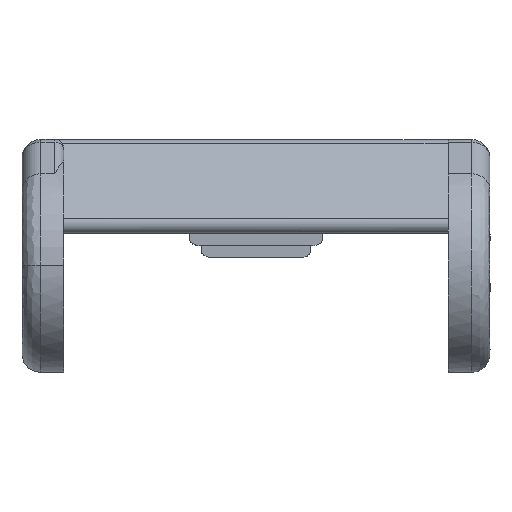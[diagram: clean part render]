
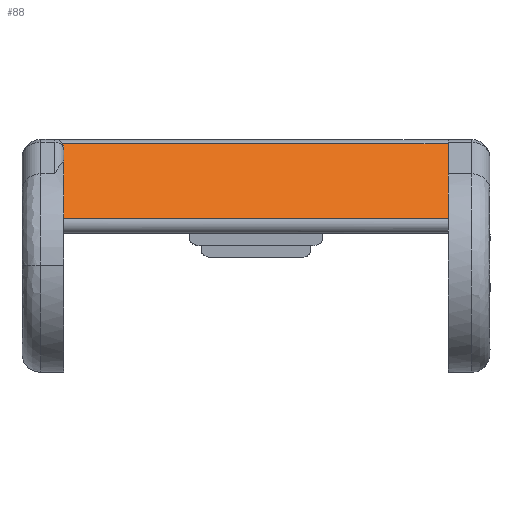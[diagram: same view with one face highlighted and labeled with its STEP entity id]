
A CAD part, top view. The second image highlights one B-rep face of the part: STEP entity #88.
In plain terms, the highlighted planar face has unit normal (0, 0.574, 0.819).
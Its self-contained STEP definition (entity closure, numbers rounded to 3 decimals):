
#88=ADVANCED_FACE('',(#264),#2654,.T.);
#264=FACE_OUTER_BOUND('',#450,.T.);
#450=EDGE_LOOP('',(#826,#827,#828,#829,#830,#831));
#826=ORIENTED_EDGE('',*,*,#1640,.F.);
#827=ORIENTED_EDGE('',*,*,#1641,.F.);
#828=ORIENTED_EDGE('',*,*,#1642,.F.);
#829=ORIENTED_EDGE('',*,*,#1643,.F.);
#830=ORIENTED_EDGE('',*,*,#1644,.F.);
#831=ORIENTED_EDGE('',*,*,#1639,.F.);
#1639=EDGE_CURVE('',#2447,#2448,#2018,.T.);
#1640=EDGE_CURVE('',#2503,#2447,#2019,.T.);
#1641=EDGE_CURVE('',#2478,#2503,#2227,.T.);
#1642=EDGE_CURVE('',#2477,#2478,#2020,.T.);
#1643=EDGE_CURVE('',#2504,#2477,#2228,.T.);
#1644=EDGE_CURVE('',#2448,#2504,#2021,.T.);
#2018=B_SPLINE_CURVE_WITH_KNOTS('',1,(#7443,#7444),.UNSPECIFIED.,.F.,.F.,
(2,2),(-9.766,0.),.UNSPECIFIED.);
#2019=B_SPLINE_CURVE_WITH_KNOTS('',1,(#7445,#7446),.UNSPECIFIED.,.F.,.F.,
(2,2),(-41.381,0.),.UNSPECIFIED.);
#2020=B_SPLINE_CURVE_WITH_KNOTS('',1,(#7451,#7452),.UNSPECIFIED.,.F.,.F.,
(2,2),(-6.079,0.),.UNSPECIFIED.);
#2021=B_SPLINE_CURVE_WITH_KNOTS('',1,(#7457,#7458),.UNSPECIFIED.,.F.,.F.,
(2,2),(-41.406,0.),.UNSPECIFIED.);
#2227=(
BOUNDED_CURVE()
B_SPLINE_CURVE(3,(#7447,#7448,#7449,#7450),.UNSPECIFIED.,.F.,.F.)
B_SPLINE_CURVE_WITH_KNOTS((4,4),(-0.74,0.),.UNSPECIFIED.)
CURVE()
GEOMETRIC_REPRESENTATION_ITEM()
RATIONAL_B_SPLINE_CURVE((1.,0.969,0.969,1.))
REPRESENTATION_ITEM('')
);
#2228=(
BOUNDED_CURVE()
B_SPLINE_CURVE(3,(#7453,#7454,#7455,#7456),.UNSPECIFIED.,.F.,.F.)
B_SPLINE_CURVE_WITH_KNOTS((4,4),(-3.,0.),.UNSPECIFIED.)
CURVE()
GEOMETRIC_REPRESENTATION_ITEM()
RATIONAL_B_SPLINE_CURVE((1.,0.965,0.965,1.))
REPRESENTATION_ITEM('')
);
#2447=VERTEX_POINT('',#6737);
#2448=VERTEX_POINT('',#6738);
#2477=VERTEX_POINT('',#6767);
#2478=VERTEX_POINT('',#6768);
#2503=VERTEX_POINT('',#6793);
#2504=VERTEX_POINT('',#6794);
#2654=PLANE('',#2922);
#2922=AXIS2_PLACEMENT_3D('',#3321,#3009,$);
#3009=DIRECTION('',(0.,0.574,0.819));
#3321=CARTESIAN_POINT('',(-121.277,2241.803,-16.582));
#6737=CARTESIAN_POINT('',(-75.73,2250.603,-22.744));
#6738=CARTESIAN_POINT('',(-75.73,2242.603,-17.142));
#6767=CARTESIAN_POINT('',(-116.93,2245.05,-18.855));
#6768=CARTESIAN_POINT('',(-116.93,2250.03,-22.342));
#6793=CARTESIAN_POINT('',(-117.111,2250.603,-22.744));
#6794=CARTESIAN_POINT('',(-117.136,2242.603,-17.142));
#7443=CARTESIAN_POINT('',(-75.73,2250.603,-22.744));
#7444=CARTESIAN_POINT('',(-75.73,2242.603,-17.142));
#7445=CARTESIAN_POINT('',(-117.111,2250.603,-22.744));
#7446=CARTESIAN_POINT('',(-75.73,2250.603,-22.744));
#7447=CARTESIAN_POINT('',(-116.93,2250.03,-22.342));
#7448=CARTESIAN_POINT('',(-116.93,2250.236,-22.487));
#7449=CARTESIAN_POINT('',(-116.993,2250.434,-22.625));
#7450=CARTESIAN_POINT('',(-117.111,2250.603,-22.744));
#7451=CARTESIAN_POINT('',(-116.93,2245.05,-18.855));
#7452=CARTESIAN_POINT('',(-116.93,2250.03,-22.342));
#7453=CARTESIAN_POINT('',(-117.136,2242.603,-17.142));
#7454=CARTESIAN_POINT('',(-117.002,2243.312,-17.638));
#7455=CARTESIAN_POINT('',(-116.93,2244.157,-18.23));
#7456=CARTESIAN_POINT('',(-116.93,2245.05,-18.855));
#7457=CARTESIAN_POINT('',(-75.73,2242.603,-17.142));
#7458=CARTESIAN_POINT('',(-117.136,2242.603,-17.142));
